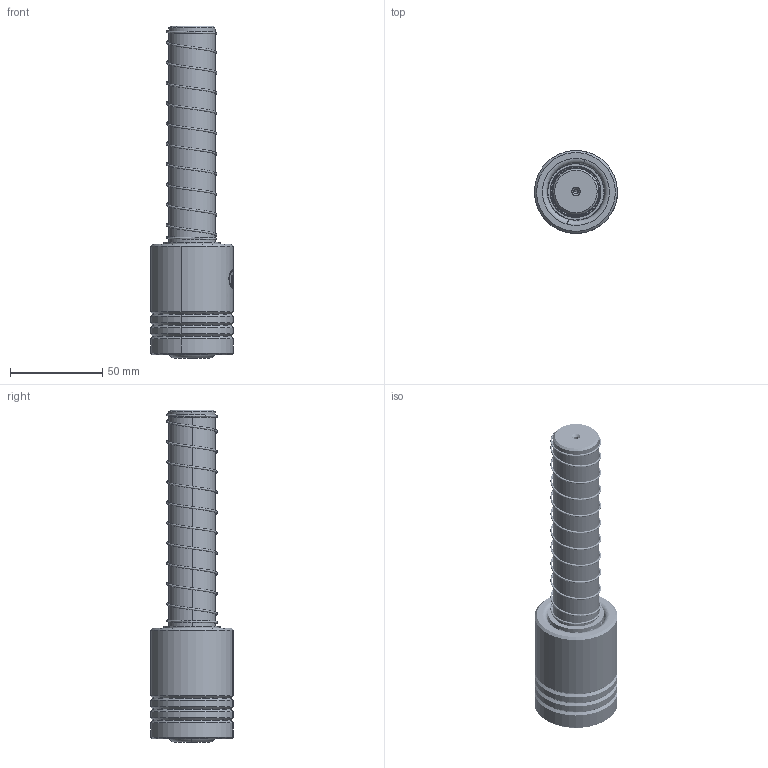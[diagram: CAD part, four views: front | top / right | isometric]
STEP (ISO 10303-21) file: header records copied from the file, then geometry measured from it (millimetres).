
FILE_DESCRIPTION (( 'STEP AP214' ), '1' );
FILE_NAME ('LBSH LBJH-D25-L180£¨BL-60£©.STEP', '2021-08-13T03:05:17', ( '' ), ( '' ), 'SwSTEP 2.0', 'SolidWorks 2016', '' );
FILE_SCHEMA (( 'AUTOMOTIVE_DESIGN' ));
Length unit declared in the file: millimetre
Products named in the file (255): BALL-D3; HWP-D27.5-d25.5-L110; LBSH LBJH-D25-L180（BL-60）; DDP-D25-L180; BSH-D30.5-25.5-L60郪蚾; BSH-30.5-25.5-L60; TBB-D45-d31-L60
Assembly tree (250 placements, depth 3):
  BALL-D3
  BALL-D3
  BALL-D3
  BALL-D3
  BALL-D3
Bounding box: 44.9 x 44.84 x 180 mm (x, y, z)
Volume: 149902.6 mm3; surface area: 56473.1 mm2
Topology: 246 solids, 246 shells, 1065 faces, 4633 edges, 3078 vertices
Faces by surface type: sphere 968, cone 28, cylinder 24, torus 16, plane 15, bspline 14
Entity records: 48809 total; most frequent: CARTESIAN_POINT 29157, ORIENTED_EDGE 3440, DIRECTION 2908, EDGE_CURVE 1720, AXIS2_PLACEMENT_3D 1413, VERTEX_POINT 1130, EDGE_LOOP 1054, B_SPLINE_CURVE_WITH_KNOTS 1053
